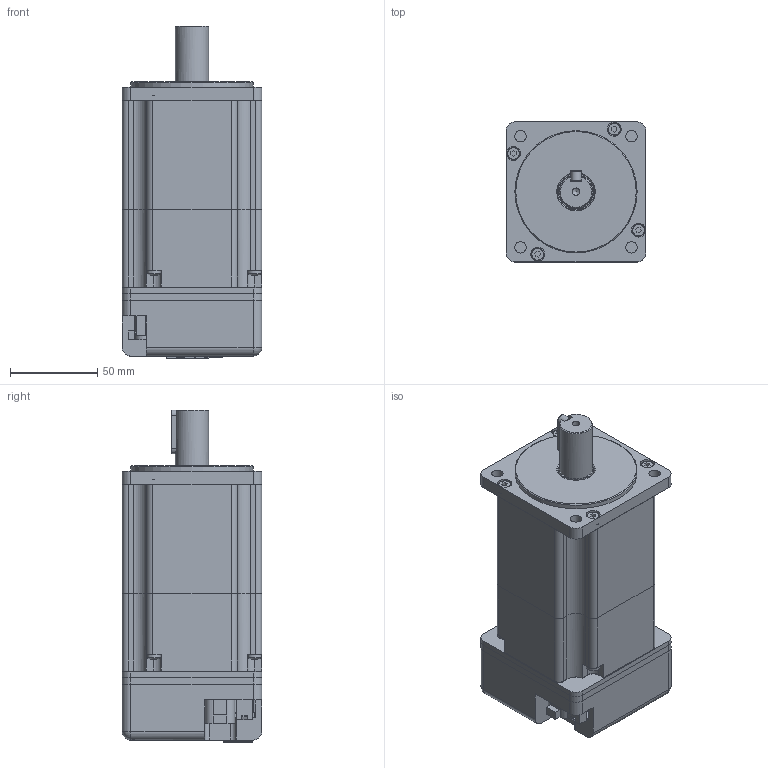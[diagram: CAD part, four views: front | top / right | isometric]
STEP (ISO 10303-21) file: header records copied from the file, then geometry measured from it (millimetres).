
FILE_DESCRIPTION (( 'STEP AP203' ), '1' );
FILE_NAME ('MD80AIS154-48-C02430-B1-5-1C-Z.STEP', '2025-03-14T07:00:37', ( '¼¼Êõ03' ), ( 'HP Inc.' ), 'SwSTEP 2.0', 'SolidWorks 2020', '' );
FILE_SCHEMA (( 'CONFIG_CONTROL_DESIGN' ));
Length unit declared in the file: millimetre
Products named in the file (1): MD80AIS154-48-C02430-B1-5-1C-Z
Bounding box: 80 x 80 x 190.1 mm (x, y, z)
Volume: 355637.1 mm3; surface area: 173260.1 mm2
Topology: 24 solids, 24 shells, 1279 faces, 3255 edges, 2076 vertices
Faces by surface type: plane 776, cylinder 363, torus 72, cone 59, sphere 9
Full cylindrical faces by diameter (mm): 0.5 x12, 1.6 x1, 2.5 x10, 3 x4, 3.3 x15, 3.4 x2, 3.464 x4, 4 x10, 4.2 x5, 4.5 x4, 4.8 x6, 5 x2, 5.5 x2, 6 x2, 6.5 x4, 7 x4, 8 x8, 8.5 x2, 10 x1, 12 x1, 17 x1, 19 x1, 20 x2, 21 x1, 23 x1, 27 x1, 32 x1, 42 x1, 48 x1, 70 x2
Entity records: 37541 total; most frequent: CARTESIAN_POINT 7004, DIRECTION 6336, ORIENTED_EDGE 6010, EDGE_CURVE 3005, AXIS2_PLACEMENT_3D 2135, LINE 2066, VECTOR 2066, VERTEX_POINT 2019
